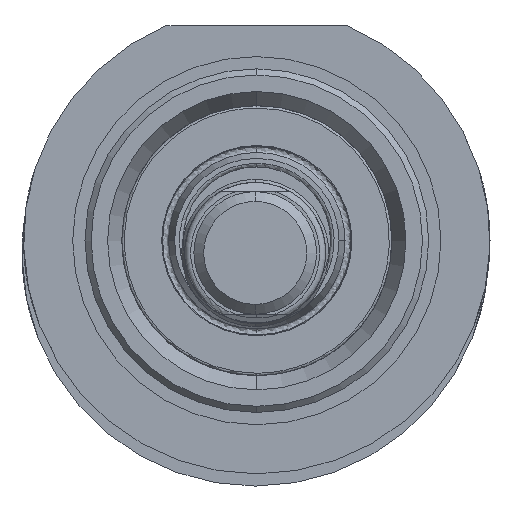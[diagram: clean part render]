
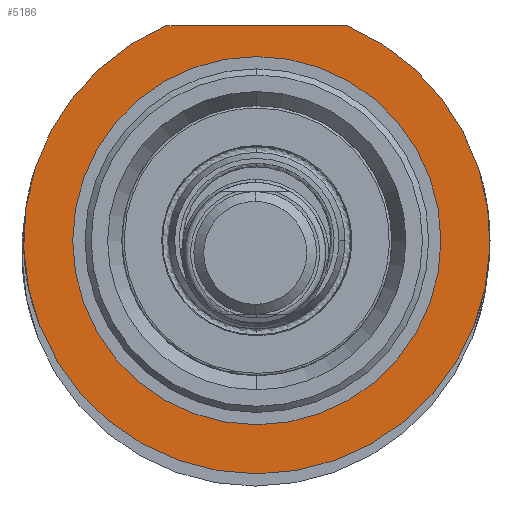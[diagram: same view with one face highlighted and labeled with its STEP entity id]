
A CAD part, front view. The second image highlights one B-rep face of the part: STEP entity #5186.
In plain terms, the highlighted planar face has unit normal (0, -1, 0).
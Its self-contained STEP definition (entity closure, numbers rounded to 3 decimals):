
#150 = ORIENTED_EDGE ( 'NONE', *, *, #449, .T. ) ;
#357 = CARTESIAN_POINT ( 'NONE',  ( 0., -71.25, 0. ) ) ;
#449 = EDGE_CURVE ( 'NONE', #4893, #6151, #6799, .T. ) ;
#491 = AXIS2_PLACEMENT_3D ( 'NONE', #357, #3179, #2606 ) ;
#822 = EDGE_CURVE ( 'NONE', #5418, #2804, #3315, .T. ) ;
#850 = CARTESIAN_POINT ( 'NONE',  ( 0., -71.25, -15. ) ) ;
#921 = DIRECTION ( 'NONE',  ( 0., -1., 0. ) ) ;
#1057 = EDGE_LOOP ( 'NONE', ( #6867, #150 ) ) ;
#1309 = CARTESIAN_POINT ( 'NONE',  ( 0., -71.25, -19. ) ) ;
#1365 = ORIENTED_EDGE ( 'NONE', *, *, #822, .F. ) ;
#1547 = DIRECTION ( 'NONE',  ( 0., 1., 0. ) ) ;
#1685 = CIRCLE ( 'NONE', #5479, 19. ) ;
#1759 = DIRECTION ( 'NONE',  ( 0., 1., 0. ) ) ;
#1955 = AXIS2_PLACEMENT_3D ( 'NONE', #4622, #921, #4531 ) ;
#2143 = CIRCLE ( 'NONE', #4196, 15. ) ;
#2563 = ORIENTED_EDGE ( 'NONE', *, *, #5754, .F. ) ;
#2606 = DIRECTION ( 'NONE',  ( 0., 0., -1. ) ) ;
#2804 = VERTEX_POINT ( 'NONE', #6068 ) ;
#2872 = VERTEX_POINT ( 'NONE', #3874 ) ;
#3117 = DIRECTION ( 'NONE',  ( 1., 0., 0. ) ) ;
#3139 = DIRECTION ( 'NONE',  ( 0., 1., 0. ) ) ;
#3179 = DIRECTION ( 'NONE',  ( 0., 1., 0. ) ) ;
#3315 = CIRCLE ( 'NONE', #491, 19. ) ;
#3387 = FACE_OUTER_BOUND ( 'NONE', #3799, .T. ) ;
#3799 = EDGE_LOOP ( 'NONE', ( #2563, #1365, #7124 ) ) ;
#3848 = VECTOR ( 'NONE', #3117, 1000. ) ;
#3874 = CARTESIAN_POINT ( 'NONE',  ( 7.399, -71.25, 17.5 ) ) ;
#4003 = PLANE ( 'NONE',  #1955 ) ;
#4196 = AXIS2_PLACEMENT_3D ( 'NONE', #4953, #1547, #5497 ) ;
#4531 = DIRECTION ( 'NONE',  ( 0., 0., -1. ) ) ;
#4565 = CARTESIAN_POINT ( 'NONE',  ( -7.399, -71.25, 17.5 ) ) ;
#4622 = CARTESIAN_POINT ( 'NONE',  ( 0., -71.25, 1.475 ) ) ;
#4893 = VERTEX_POINT ( 'NONE', #850 ) ;
#4953 = CARTESIAN_POINT ( 'NONE',  ( 0., -71.25, 0. ) ) ;
#5158 = DIRECTION ( 'NONE',  ( 0., 0., 1. ) ) ;
#5186 = ADVANCED_FACE ( 'NONE', ( #6366, #3387 ), #4003, .T. ) ;
#5225 = AXIS2_PLACEMENT_3D ( 'NONE', #5692, #1759, #5158 ) ;
#5418 = VERTEX_POINT ( 'NONE', #1309 ) ;
#5479 = AXIS2_PLACEMENT_3D ( 'NONE', #6514, #3139, #7075 ) ;
#5497 = DIRECTION ( 'NONE',  ( 0., 0., 1. ) ) ;
#5692 = CARTESIAN_POINT ( 'NONE',  ( 0., -71.25, 0. ) ) ;
#5754 = EDGE_CURVE ( 'NONE', #2804, #2872, #7001, .T. ) ;
#6068 = CARTESIAN_POINT ( 'NONE',  ( -7.399, -71.25, 17.5 ) ) ;
#6151 = VERTEX_POINT ( 'NONE', #6355 ) ;
#6355 = CARTESIAN_POINT ( 'NONE',  ( 0., -71.25, 15. ) ) ;
#6366 = FACE_BOUND ( 'NONE', #1057, .T. ) ;
#6514 = CARTESIAN_POINT ( 'NONE',  ( 0., -71.25, 0. ) ) ;
#6799 = CIRCLE ( 'NONE', #5225, 15. ) ;
#6840 = EDGE_CURVE ( 'NONE', #2872, #5418, #1685, .T. ) ;
#6867 = ORIENTED_EDGE ( 'NONE', *, *, #7047, .T. ) ;
#7001 = LINE ( 'NONE', #4565, #3848 ) ;
#7047 = EDGE_CURVE ( 'NONE', #6151, #4893, #2143, .T. ) ;
#7075 = DIRECTION ( 'NONE',  ( 0., 0., -1. ) ) ;
#7124 = ORIENTED_EDGE ( 'NONE', *, *, #6840, .F. ) ;
